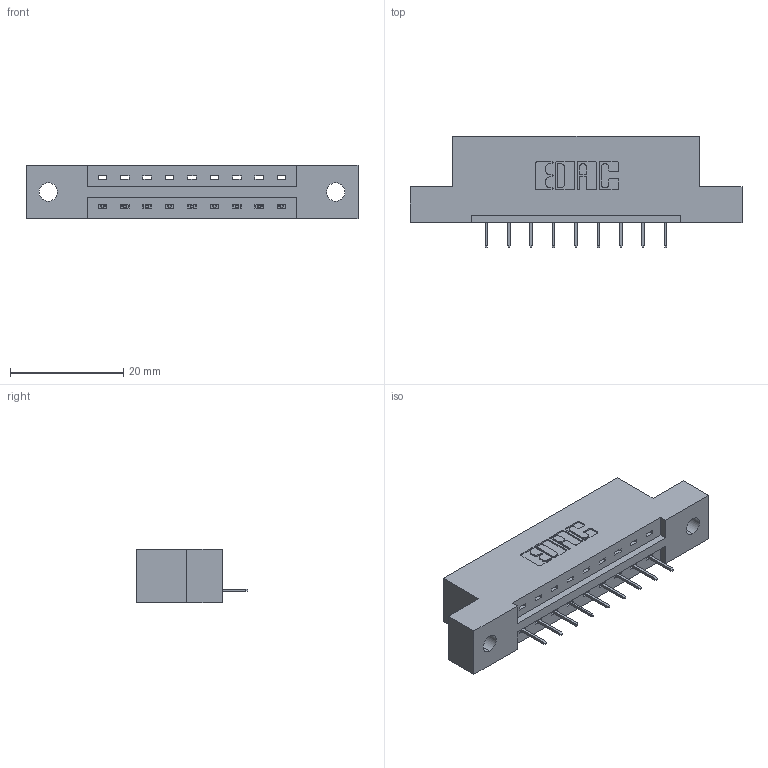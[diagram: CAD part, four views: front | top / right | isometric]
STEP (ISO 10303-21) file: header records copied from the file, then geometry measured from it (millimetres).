
FILE_DESCRIPTION (( 'STEP AP203' ), '1' );
FILE_NAME ('337-009-524-102.STEP', '2018-08-03T22:29:25', ( '' ), ( '' ), 'SwSTEP 2.0', 'SolidWorks 2016', '' );
FILE_SCHEMA (( 'CONFIG_CONTROL_DESIGN' ));
Length unit declared in the file: inch
Products named in the file (3): 337-009-524-102; 337 Part_Flush Mounting Lugs - 0.128 Dia; 345-292-001_345-293-124
Assembly tree (10 placements, depth 2):
  337-009-524-102
    337 Part_Flush Mounting Lugs - 0.128 Dia
    345-292-001_345-293-124  x9
Bounding box: 58.67 x 19.69 x 9.4 mm (x, y, z)
Volume: 5613 mm3; surface area: 5222.2 mm2
Topology: 10 solids, 10 shells, 708 faces, 2039 edges, 1322 vertices
Faces by surface type: plane 538, cylinder 170
Entity records: 11035 total; most frequent: CARTESIAN_POINT 1925, ORIENTED_EDGE 1870, DIRECTION 1689, EDGE_CURVE 935, LINE 811, VECTOR 811, VERTEX_POINT 618, AXIS2_PLACEMENT_3D 439
